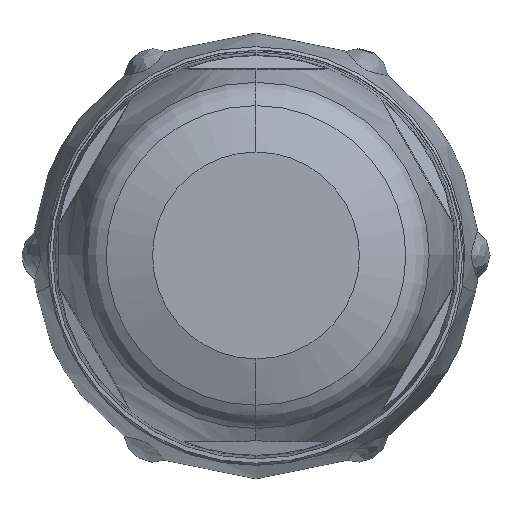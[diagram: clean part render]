
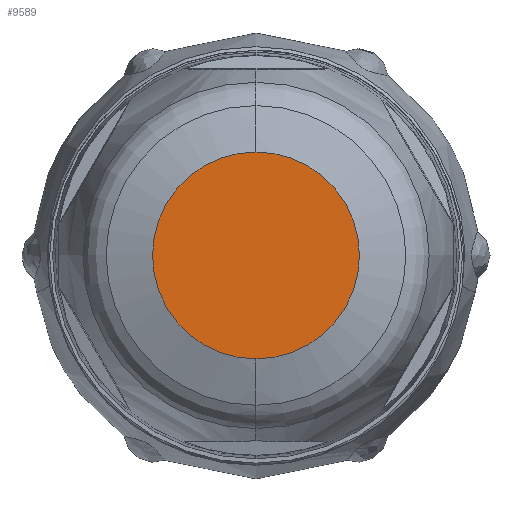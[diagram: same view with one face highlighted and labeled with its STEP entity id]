
A CAD part, front view. The second image highlights one B-rep face of the part: STEP entity #9589.
In plain terms, the highlighted planar face has unit normal (0, -1, 0).
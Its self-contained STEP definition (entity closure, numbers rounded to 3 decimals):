
#3799=CARTESIAN_POINT('',(0.,-69.198,0.));
#3800=DIRECTION('',(0.,-1.,0.));
#3801=DIRECTION('',(0.,0.,1.));
#3802=AXIS2_PLACEMENT_3D('',#3799,#3800,#3801);
#3804=CARTESIAN_POINT('',(0.,-69.198,0.));
#3805=DIRECTION('',(0.,-1.,0.));
#3806=DIRECTION('',(0.,0.,-1.));
#3807=AXIS2_PLACEMENT_3D('',#3804,#3805,#3806);
#6841=CARTESIAN_POINT('',(0.,-69.198,9.15));
#6842=CARTESIAN_POINT('',(0.,-69.198,-9.15));
#6843=VERTEX_POINT('',#6841);
#6844=VERTEX_POINT('',#6842);
#9579=CARTESIAN_POINT('',(0.,-69.198,0.));
#9580=DIRECTION('',(0.,1.,0.));
#9581=DIRECTION('',(0.,0.,-1.));
#9582=AXIS2_PLACEMENT_3D('',#9579,#9580,#9581);
#9583=PLANE('',#9582);
#9584=ORIENTED_EDGE('',*,*,#9569,.F.);
#9586=ORIENTED_EDGE('',*,*,#9585,.F.);
#9587=EDGE_LOOP('',(#9584,#9586));
#9588=FACE_OUTER_BOUND('',#9587,.F.);
#9589=ADVANCED_FACE('',(#9588),#9583,.F.);
#3803=CIRCLE('',#3802,9.15);
#3808=CIRCLE('',#3807,9.15);
#9569=EDGE_CURVE('',#6843,#6844,#3803,.T.);
#9585=EDGE_CURVE('',#6844,#6843,#3808,.T.);
